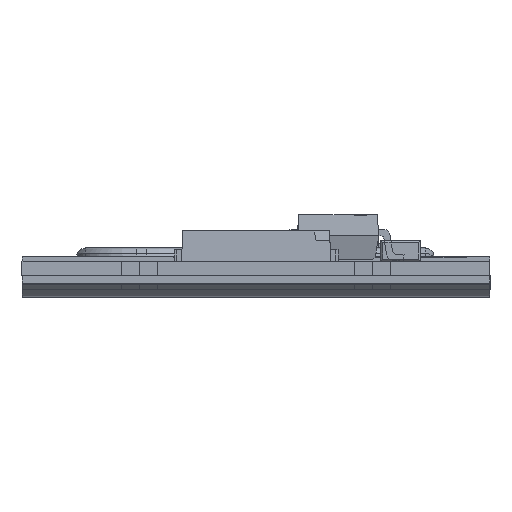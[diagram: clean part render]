
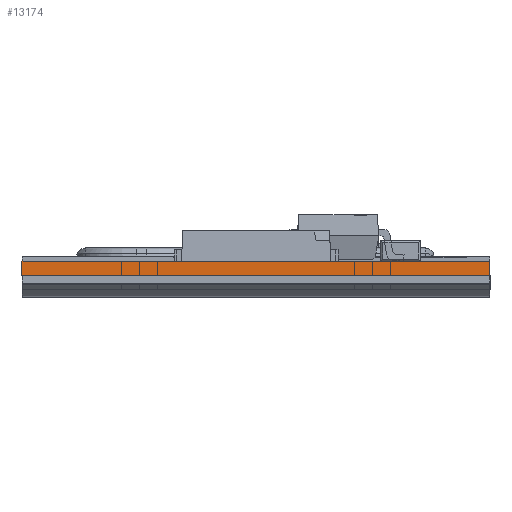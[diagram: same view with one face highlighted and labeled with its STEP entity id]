
A CAD part, left-side view. The second image highlights one B-rep face of the part: STEP entity #13174.
In plain terms, the highlighted planar face has unit normal (-1, 0, 0).
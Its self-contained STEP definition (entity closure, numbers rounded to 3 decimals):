
#309 = FACE_OUTER_BOUND ( 'NONE', #1886, .T. ) ;
#419 = EDGE_CURVE ( 'NONE', #9633, #15304, #4399, .T. ) ;
#1474 = DIRECTION ( 'NONE',  ( 0., 0., -1. ) ) ;
#1886 = EDGE_LOOP ( 'NONE', ( #14942, #11420, #14978, #13637 ) ) ;
#2087 = EDGE_CURVE ( 'NONE', #26262, #20580, #18750, .T. ) ;
#3958 = CARTESIAN_POINT ( 'NONE',  ( 0., 10.008, 0.3 ) ) ;
#4399 = LINE ( 'NONE', #9655, #17511 ) ;
#4599 = VECTOR ( 'NONE', #28325, 1000. ) ;
#5208 = DIRECTION ( 'NONE',  ( 0., -1., 0. ) ) ;
#6309 = CARTESIAN_POINT ( 'NONE',  ( 0., 0., 0.3 ) ) ;
#7275 = CARTESIAN_POINT ( 'NONE',  ( 0., 10.008, 0.3 ) ) ;
#8874 = CARTESIAN_POINT ( 'NONE',  ( 0., 0., 0. ) ) ;
#9122 = DIRECTION ( 'NONE',  ( 0., 0., -1. ) ) ;
#9633 = VERTEX_POINT ( 'NONE', #27828 ) ;
#9655 = CARTESIAN_POINT ( 'NONE',  ( 0., 10.008, 0. ) ) ;
#10241 = LINE ( 'NONE', #11297, #15171 ) ;
#11297 = CARTESIAN_POINT ( 'NONE',  ( 0., 0., 0.3 ) ) ;
#11420 = ORIENTED_EDGE ( 'NONE', *, *, #14618, .F. ) ;
#13174 = ADVANCED_FACE ( 'NONE', ( #309 ), #17215, .F. ) ;
#13637 = ORIENTED_EDGE ( 'NONE', *, *, #14452, .T. ) ;
#14452 = EDGE_CURVE ( 'NONE', #26262, #9633, #15859, .T. ) ;
#14454 = VECTOR ( 'NONE', #15177, 1000. ) ;
#14618 = EDGE_CURVE ( 'NONE', #20580, #15304, #10241, .T. ) ;
#14889 = CARTESIAN_POINT ( 'NONE',  ( 0., 10.008, 0.3 ) ) ;
#14942 = ORIENTED_EDGE ( 'NONE', *, *, #419, .T. ) ;
#14978 = ORIENTED_EDGE ( 'NONE', *, *, #2087, .F. ) ;
#15171 = VECTOR ( 'NONE', #9122, 1000. ) ;
#15177 = DIRECTION ( 'NONE',  ( 0., 0., -1. ) ) ;
#15304 = VERTEX_POINT ( 'NONE', #8874 ) ;
#15859 = LINE ( 'NONE', #26536, #14454 ) ;
#17215 = PLANE ( 'NONE',  #27409 ) ;
#17511 = VECTOR ( 'NONE', #5208, 1000. ) ;
#18750 = LINE ( 'NONE', #14889, #4599 ) ;
#20580 = VERTEX_POINT ( 'NONE', #6309 ) ;
#26262 = VERTEX_POINT ( 'NONE', #7275 ) ;
#26536 = CARTESIAN_POINT ( 'NONE',  ( 0., 10.008, 0.3 ) ) ;
#27409 = AXIS2_PLACEMENT_3D ( 'NONE', #3958, #28674, #1474 ) ;
#27828 = CARTESIAN_POINT ( 'NONE',  ( 0., 10.008, 0. ) ) ;
#28325 = DIRECTION ( 'NONE',  ( 0., -1., 0. ) ) ;
#28674 = DIRECTION ( 'NONE',  ( 1., 0., 0. ) ) ;
